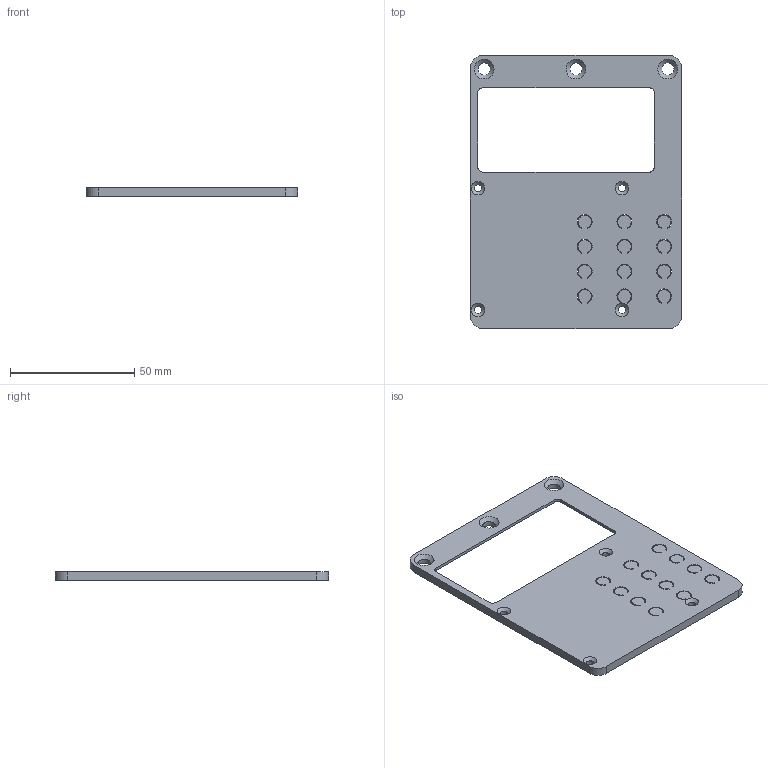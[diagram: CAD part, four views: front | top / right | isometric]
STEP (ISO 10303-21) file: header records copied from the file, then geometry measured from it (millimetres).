
FILE_DESCRIPTION(('FreeCAD Model'),'2;1');
FILE_NAME('Open CASCADE Shape Model','2026-01-05T19:14:22',(''),(''), 'Open CASCADE STEP processor 7.8','FreeCAD','Unknown');
FILE_SCHEMA(('AP242_MANAGED_MODEL_BASED_3D_ENGINEERING_MIM_LF. {1 0 10303 442 1 1 4 }'));
Length unit declared in the file: millimetre
Products named in the file (1): front
Bounding box: 85 x 110 x 3.5 mm (x, y, z)
Volume: 9876.5 mm3; surface area: 16894.4 mm2
Topology: 1 solids, 1 shells, 141 faces, 368 edges, 232 vertices
Faces by surface type: cylinder 74, plane 60, cone 4, bspline 3
Full cylindrical faces by diameter (mm): 3 x8, 5 x3, 5.372 x12, 5.5 x2
Entity records: 4591 total; most frequent: CARTESIAN_POINT 916, DIRECTION 797, ORIENTED_EDGE 736, EDGE_CURVE 368, AXIS2_PLACEMENT_3D 299, VERTEX_POINT 232, LINE 199, VECTOR 199
